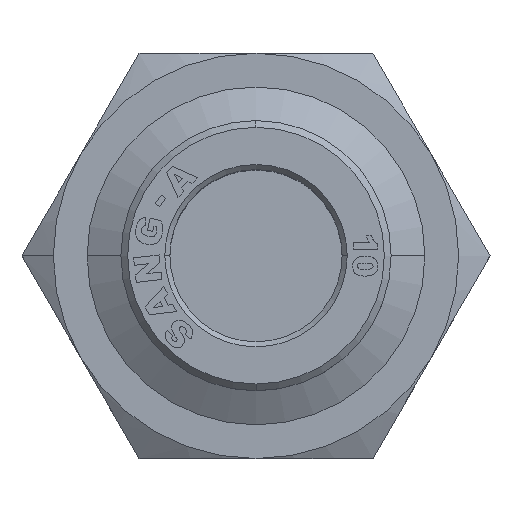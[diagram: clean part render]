
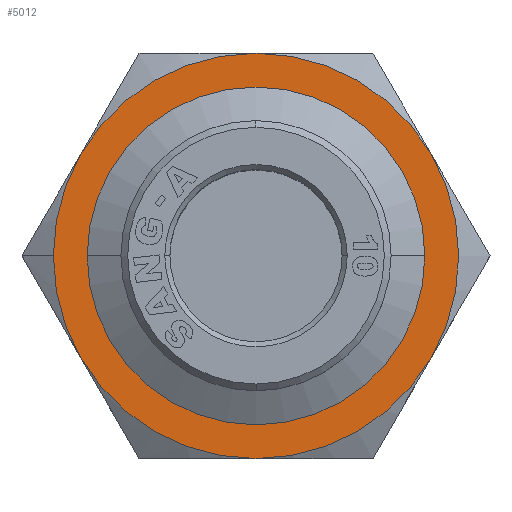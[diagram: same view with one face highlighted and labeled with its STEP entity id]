
A CAD part, top view. The second image highlights one B-rep face of the part: STEP entity #5012.
In plain terms, the highlighted planar face has unit normal (0, 0, 1).
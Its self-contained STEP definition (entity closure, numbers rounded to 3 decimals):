
#137 = AXIS2_PLACEMENT_3D ( 'NONE', #15157, #8014, #5701 ) ;
#209 = EDGE_CURVE ( 'NONE', #4648, #6406, #1942, .T. ) ;
#298 = DIRECTION ( 'NONE',  ( -1., 0., 0. ) ) ;
#488 = DIRECTION ( 'NONE',  ( -1., 0., 0. ) ) ;
#647 = DIRECTION ( 'NONE',  ( -1., 0., 0. ) ) ;
#811 = VERTEX_POINT ( 'NONE', #4450 ) ;
#951 = AXIS2_PLACEMENT_3D ( 'NONE', #1853, #8940, #13713 ) ;
#1348 = CIRCLE ( 'NONE', #137, 12. ) ;
#1399 = ORIENTED_EDGE ( 'NONE', *, *, #8455, .F. ) ;
#1407 = CARTESIAN_POINT ( 'NONE',  ( 0., 0., 8.2 ) ) ;
#1742 = CARTESIAN_POINT ( 'NONE',  ( 0., 0., 8.2 ) ) ;
#1844 = EDGE_LOOP ( 'NONE', ( #1399, #8429, #14499, #6575, #11000, #9156, #2998 ) ) ;
#1853 = CARTESIAN_POINT ( 'NONE',  ( 0., 0., 8.2 ) ) ;
#1942 = CIRCLE ( 'NONE', #10048, 12. ) ;
#2240 = CARTESIAN_POINT ( 'NONE',  ( -10.392, -6., 8.2 ) ) ;
#2571 = CIRCLE ( 'NONE', #951, 10. ) ;
#2895 = VERTEX_POINT ( 'NONE', #4637 ) ;
#2950 = DIRECTION ( 'NONE',  ( 0., 0., -1. ) ) ;
#2998 = ORIENTED_EDGE ( 'NONE', *, *, #4817, .F. ) ;
#3146 = CARTESIAN_POINT ( 'NONE',  ( 0., 0., 8.2 ) ) ;
#3300 = FACE_OUTER_BOUND ( 'NONE', #1844, .T. ) ;
#3496 = VERTEX_POINT ( 'NONE', #8042 ) ;
#3619 = CARTESIAN_POINT ( 'NONE',  ( 10.392, 6., 8.2 ) ) ;
#3625 = EDGE_CURVE ( 'NONE', #2895, #4648, #14769, .T. ) ;
#4278 = AXIS2_PLACEMENT_3D ( 'NONE', #1407, #5003, #298 ) ;
#4388 = AXIS2_PLACEMENT_3D ( 'NONE', #3146, #10270, #13911 ) ;
#4450 = CARTESIAN_POINT ( 'NONE',  ( -10., 0., 8.2 ) ) ;
#4474 = CARTESIAN_POINT ( 'NONE',  ( 0., 0., 8.2 ) ) ;
#4637 = CARTESIAN_POINT ( 'NONE',  ( 0., -12., 8.2 ) ) ;
#4648 = VERTEX_POINT ( 'NONE', #2240 ) ;
#4789 = EDGE_CURVE ( 'NONE', #11394, #2895, #8959, .T. ) ;
#4805 = DIRECTION ( 'NONE',  ( -1., 0., 0. ) ) ;
#4817 = EDGE_CURVE ( 'NONE', #5344, #6219, #6492, .T. ) ;
#5003 = DIRECTION ( 'NONE',  ( 0., 0., -1. ) ) ;
#5012 = ADVANCED_FACE ( 'NONE', ( #6476, #3300 ), #12691, .F. ) ;
#5344 = VERTEX_POINT ( 'NONE', #8512 ) ;
#5591 = EDGE_CURVE ( 'NONE', #6219, #11394, #9858, .T. ) ;
#5598 = DIRECTION ( 'NONE',  ( -1., 0., 0. ) ) ;
#5701 = DIRECTION ( 'NONE',  ( -1., 0., 0. ) ) ;
#6206 = CARTESIAN_POINT ( 'NONE',  ( 0., 0., 8.2 ) ) ;
#6219 = VERTEX_POINT ( 'NONE', #3619 ) ;
#6356 = ORIENTED_EDGE ( 'NONE', *, *, #10686, .F. ) ;
#6406 = VERTEX_POINT ( 'NONE', #10924 ) ;
#6476 = FACE_BOUND ( 'NONE', #7345, .T. ) ;
#6492 = CIRCLE ( 'NONE', #4278, 12. ) ;
#6575 = ORIENTED_EDGE ( 'NONE', *, *, #3625, .F. ) ;
#6752 = DIRECTION ( 'NONE',  ( 0., 0., -1. ) ) ;
#7014 = CARTESIAN_POINT ( 'NONE',  ( 10.392, -6., 8.2 ) ) ;
#7345 = EDGE_LOOP ( 'NONE', ( #7535, #6356 ) ) ;
#7465 = EDGE_CURVE ( 'NONE', #6406, #10603, #13352, .T. ) ;
#7535 = ORIENTED_EDGE ( 'NONE', *, *, #13971, .F. ) ;
#7960 = CIRCLE ( 'NONE', #14273, 10. ) ;
#8001 = CARTESIAN_POINT ( 'NONE',  ( 0., 0., 8.2 ) ) ;
#8014 = DIRECTION ( 'NONE',  ( 0., 0., -1. ) ) ;
#8042 = CARTESIAN_POINT ( 'NONE',  ( 10., 0., 8.2 ) ) ;
#8429 = ORIENTED_EDGE ( 'NONE', *, *, #7465, .F. ) ;
#8455 = EDGE_CURVE ( 'NONE', #10603, #5344, #1348, .T. ) ;
#8512 = CARTESIAN_POINT ( 'NONE',  ( 0., 12., 8.2 ) ) ;
#8940 = DIRECTION ( 'NONE',  ( 0., 0., 1. ) ) ;
#8950 = DIRECTION ( 'NONE',  ( 0., 0., -1. ) ) ;
#8959 = CIRCLE ( 'NONE', #12811, 12. ) ;
#9156 = ORIENTED_EDGE ( 'NONE', *, *, #5591, .F. ) ;
#9692 = DIRECTION ( 'NONE',  ( -1., 0., 0. ) ) ;
#9858 = CIRCLE ( 'NONE', #4388, 12. ) ;
#10048 = AXIS2_PLACEMENT_3D ( 'NONE', #8001, #12862, #4805 ) ;
#10270 = DIRECTION ( 'NONE',  ( 0., 0., -1. ) ) ;
#10603 = VERTEX_POINT ( 'NONE', #11931 ) ;
#10686 = EDGE_CURVE ( 'NONE', #811, #3496, #7960, .T. ) ;
#10924 = CARTESIAN_POINT ( 'NONE',  ( -12., 0., 8.2 ) ) ;
#11000 = ORIENTED_EDGE ( 'NONE', *, *, #4789, .F. ) ;
#11394 = VERTEX_POINT ( 'NONE', #7014 ) ;
#11557 = CARTESIAN_POINT ( 'NONE',  ( 0., 0., 8.2 ) ) ;
#11909 = AXIS2_PLACEMENT_3D ( 'NONE', #1742, #2950, #488 ) ;
#11931 = CARTESIAN_POINT ( 'NONE',  ( -10.392, 6., 8.2 ) ) ;
#12691 = PLANE ( 'NONE',  #13817 ) ;
#12759 = DIRECTION ( 'NONE',  ( 0., 0., -1. ) ) ;
#12811 = AXIS2_PLACEMENT_3D ( 'NONE', #6206, #8950, #9692 ) ;
#12852 = DIRECTION ( 'NONE',  ( 0., 0., 1. ) ) ;
#12862 = DIRECTION ( 'NONE',  ( 0., 0., -1. ) ) ;
#13352 = CIRCLE ( 'NONE', #14930, 12. ) ;
#13713 = DIRECTION ( 'NONE',  ( 1., 0., 0. ) ) ;
#13817 = AXIS2_PLACEMENT_3D ( 'NONE', #13885, #6752, #647 ) ;
#13885 = CARTESIAN_POINT ( 'NONE',  ( 0., 0., 8.2 ) ) ;
#13911 = DIRECTION ( 'NONE',  ( -1., 0., 0. ) ) ;
#13971 = EDGE_CURVE ( 'NONE', #3496, #811, #2571, .T. ) ;
#14105 = DIRECTION ( 'NONE',  ( 1., 0., 0. ) ) ;
#14273 = AXIS2_PLACEMENT_3D ( 'NONE', #4474, #12852, #14105 ) ;
#14499 = ORIENTED_EDGE ( 'NONE', *, *, #209, .F. ) ;
#14769 = CIRCLE ( 'NONE', #11909, 12. ) ;
#14930 = AXIS2_PLACEMENT_3D ( 'NONE', #11557, #12759, #5598 ) ;
#15157 = CARTESIAN_POINT ( 'NONE',  ( 0., 0., 8.2 ) ) ;
